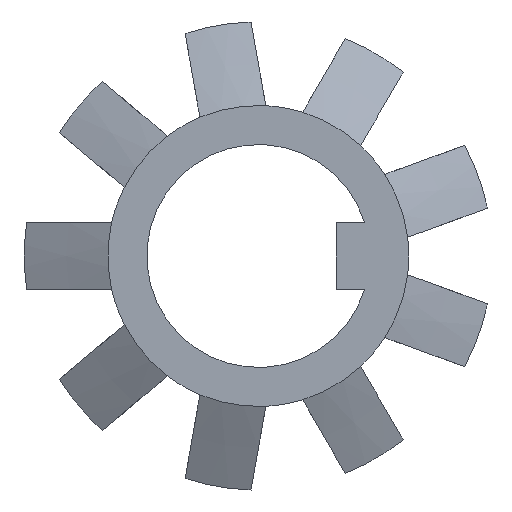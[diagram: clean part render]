
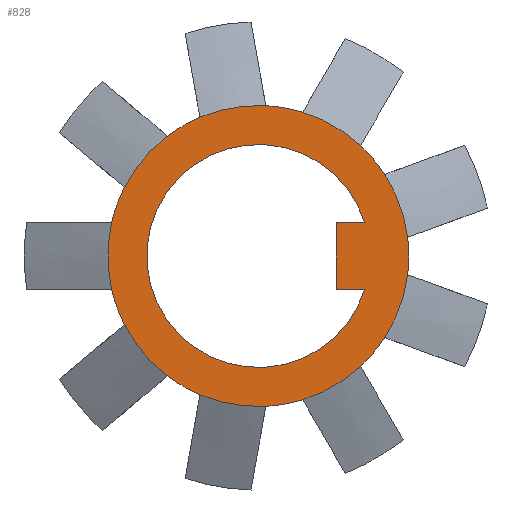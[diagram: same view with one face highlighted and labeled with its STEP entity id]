
A CAD part, left-side view. The second image highlights one B-rep face of the part: STEP entity #828.
In plain terms, the highlighted planar face has unit normal (-1, 0, 0).
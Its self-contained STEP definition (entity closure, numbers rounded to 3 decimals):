
#33=LINE('',#1435,#61);
#34=LINE('',#1440,#62);
#35=LINE('',#1442,#63);
#61=VECTOR('',#1069,1000.);
#62=VECTOR('',#1072,1000.);
#63=VECTOR('',#1073,1000.);
#87=PLANE('',#919);
#232=ORIENTED_EDGE('',*,*,#484,.T.);
#233=ORIENTED_EDGE('',*,*,#485,.F.);
#234=ORIENTED_EDGE('',*,*,#486,.T.);
#235=ORIENTED_EDGE('',*,*,#487,.T.);
#236=ORIENTED_EDGE('',*,*,#488,.T.);
#237=ORIENTED_EDGE('',*,*,#489,.T.);
#238=ORIENTED_EDGE('',*,*,#490,.T.);
#239=ORIENTED_EDGE('',*,*,#461,.T.);
#240=ORIENTED_EDGE('',*,*,#491,.T.);
#241=ORIENTED_EDGE('',*,*,#464,.T.);
#242=ORIENTED_EDGE('',*,*,#492,.T.);
#243=ORIENTED_EDGE('',*,*,#467,.T.);
#244=ORIENTED_EDGE('',*,*,#493,.T.);
#245=ORIENTED_EDGE('',*,*,#470,.T.);
#246=ORIENTED_EDGE('',*,*,#494,.T.);
#247=ORIENTED_EDGE('',*,*,#473,.T.);
#248=ORIENTED_EDGE('',*,*,#495,.T.);
#249=ORIENTED_EDGE('',*,*,#476,.T.);
#250=ORIENTED_EDGE('',*,*,#496,.T.);
#251=ORIENTED_EDGE('',*,*,#456,.T.);
#252=ORIENTED_EDGE('',*,*,#497,.T.);
#253=ORIENTED_EDGE('',*,*,#458,.T.);
#456=EDGE_CURVE('',#586,#585,#650,.T.);
#458=EDGE_CURVE('',#587,#588,#651,.T.);
#461=EDGE_CURVE('',#589,#590,#652,.T.);
#464=EDGE_CURVE('',#591,#592,#653,.T.);
#467=EDGE_CURVE('',#593,#594,#654,.T.);
#470=EDGE_CURVE('',#595,#596,#655,.T.);
#473=EDGE_CURVE('',#597,#598,#656,.T.);
#476=EDGE_CURVE('',#599,#600,#657,.T.);
#484=EDGE_CURVE('',#606,#607,#33,.T.);
#485=EDGE_CURVE('',#608,#607,#660,.F.);
#486=EDGE_CURVE('',#608,#609,#34,.T.);
#487=EDGE_CURVE('',#609,#606,#35,.T.);
#488=EDGE_CURVE('',#588,#610,#661,.T.);
#489=EDGE_CURVE('',#610,#611,#662,.T.);
#490=EDGE_CURVE('',#611,#589,#663,.T.);
#491=EDGE_CURVE('',#590,#591,#664,.T.);
#492=EDGE_CURVE('',#592,#593,#665,.T.);
#493=EDGE_CURVE('',#594,#595,#666,.T.);
#494=EDGE_CURVE('',#596,#597,#667,.T.);
#495=EDGE_CURVE('',#598,#599,#668,.T.);
#496=EDGE_CURVE('',#600,#586,#669,.T.);
#497=EDGE_CURVE('',#585,#587,#670,.T.);
#585=VERTEX_POINT('',#1332);
#586=VERTEX_POINT('',#1334);
#587=VERTEX_POINT('',#1341);
#588=VERTEX_POINT('',#1342);
#589=VERTEX_POINT('',#1353);
#590=VERTEX_POINT('',#1354);
#591=VERTEX_POINT('',#1365);
#592=VERTEX_POINT('',#1366);
#593=VERTEX_POINT('',#1377);
#594=VERTEX_POINT('',#1378);
#595=VERTEX_POINT('',#1389);
#596=VERTEX_POINT('',#1390);
#597=VERTEX_POINT('',#1401);
#598=VERTEX_POINT('',#1402);
#599=VERTEX_POINT('',#1413);
#600=VERTEX_POINT('',#1414);
#606=VERTEX_POINT('',#1436);
#607=VERTEX_POINT('',#1437);
#608=VERTEX_POINT('',#1439);
#609=VERTEX_POINT('',#1441);
#610=VERTEX_POINT('',#1444);
#611=VERTEX_POINT('',#1446);
#650=CIRCLE('',#901,6.75);
#651=CIRCLE('',#903,6.75);
#652=CIRCLE('',#905,6.75);
#653=CIRCLE('',#907,6.75);
#654=CIRCLE('',#909,6.75);
#655=CIRCLE('',#911,6.75);
#656=CIRCLE('',#913,6.75);
#657=CIRCLE('',#915,6.75);
#660=CIRCLE('',#920,5.);
#661=CIRCLE('',#921,6.75);
#662=CIRCLE('',#922,6.75);
#663=CIRCLE('',#923,6.75);
#664=CIRCLE('',#924,6.75);
#665=CIRCLE('',#925,6.75);
#666=CIRCLE('',#926,6.75);
#667=CIRCLE('',#927,6.75);
#668=CIRCLE('',#928,6.75);
#669=CIRCLE('',#929,6.75);
#670=CIRCLE('',#930,6.75);
#700=EDGE_LOOP('',(#232,#233,#234,#235));
#701=EDGE_LOOP('',(#236,#237,#238,#239,#240,#241,#242,#243,#244,#245,#246,
#247,#248,#249,#250,#251,#252,#253));
#755=FACE_BOUND('',#700,.T.);
#756=FACE_BOUND('',#701,.T.);
#828=ADVANCED_FACE('',(#755,#756),#87,.F.);
#901=AXIS2_PLACEMENT_3D('',#1333,#1028,#1029);
#903=AXIS2_PLACEMENT_3D('',#1340,#1032,#1033);
#905=AXIS2_PLACEMENT_3D('',#1352,#1036,#1037);
#907=AXIS2_PLACEMENT_3D('',#1364,#1040,#1041);
#909=AXIS2_PLACEMENT_3D('',#1376,#1044,#1045);
#911=AXIS2_PLACEMENT_3D('',#1388,#1048,#1049);
#913=AXIS2_PLACEMENT_3D('',#1400,#1052,#1053);
#915=AXIS2_PLACEMENT_3D('',#1412,#1056,#1057);
#919=AXIS2_PLACEMENT_3D('',#1434,#1067,#1068);
#920=AXIS2_PLACEMENT_3D('',#1438,#1070,#1071);
#921=AXIS2_PLACEMENT_3D('',#1443,#1074,#1075);
#922=AXIS2_PLACEMENT_3D('',#1445,#1076,#1077);
#923=AXIS2_PLACEMENT_3D('',#1447,#1078,#1079);
#924=AXIS2_PLACEMENT_3D('',#1448,#1080,#1081);
#925=AXIS2_PLACEMENT_3D('',#1449,#1082,#1083);
#926=AXIS2_PLACEMENT_3D('',#1450,#1084,#1085);
#927=AXIS2_PLACEMENT_3D('',#1451,#1086,#1087);
#928=AXIS2_PLACEMENT_3D('',#1452,#1088,#1089);
#929=AXIS2_PLACEMENT_3D('',#1453,#1090,#1091);
#930=AXIS2_PLACEMENT_3D('',#1454,#1092,#1093);
#1028=DIRECTION('',(-1.,0.,0.));
#1029=DIRECTION('',(0.,0.,1.));
#1032=DIRECTION('',(-1.,0.,0.));
#1033=DIRECTION('',(0.,0.,1.));
#1036=DIRECTION('',(-1.,0.,0.));
#1037=DIRECTION('',(0.,0.,1.));
#1040=DIRECTION('',(-1.,0.,0.));
#1041=DIRECTION('',(0.,0.,1.));
#1044=DIRECTION('',(-1.,0.,0.));
#1045=DIRECTION('',(0.,0.,1.));
#1048=DIRECTION('',(-1.,0.,0.));
#1049=DIRECTION('',(0.,0.,1.));
#1052=DIRECTION('',(-1.,0.,0.));
#1053=DIRECTION('',(0.,0.,1.));
#1056=DIRECTION('',(-1.,0.,0.));
#1057=DIRECTION('',(0.,0.,1.));
#1067=DIRECTION('',(1.,0.,0.));
#1068=DIRECTION('',(0.,0.,-1.));
#1069=DIRECTION('',(0.,-1.,0.));
#1070=DIRECTION('',(1.,0.,0.));
#1071=DIRECTION('',(0.,0.,-1.));
#1072=DIRECTION('',(0.,1.,0.));
#1073=DIRECTION('',(0.,0.,-1.));
#1074=DIRECTION('',(-1.,0.,0.));
#1075=DIRECTION('',(0.,0.,1.));
#1076=DIRECTION('',(-1.,0.,0.));
#1077=DIRECTION('',(0.,0.,1.));
#1078=DIRECTION('',(-1.,0.,0.));
#1079=DIRECTION('',(0.,0.,1.));
#1080=DIRECTION('',(-1.,0.,0.));
#1081=DIRECTION('',(0.,0.,1.));
#1082=DIRECTION('',(-1.,0.,0.));
#1083=DIRECTION('',(0.,0.,1.));
#1084=DIRECTION('',(-1.,0.,0.));
#1085=DIRECTION('',(0.,0.,1.));
#1086=DIRECTION('',(-1.,0.,0.));
#1087=DIRECTION('',(0.,0.,1.));
#1088=DIRECTION('',(-1.,0.,0.));
#1089=DIRECTION('',(0.,0.,1.));
#1090=DIRECTION('',(-1.,0.,0.));
#1091=DIRECTION('',(0.,0.,1.));
#1092=DIRECTION('',(-1.,0.,0.));
#1093=DIRECTION('',(0.,0.,1.));
#1332=CARTESIAN_POINT('',(0.,2.62,6.221));
#1333=CARTESIAN_POINT('',(0.,0.,0.));
#1334=CARTESIAN_POINT('',(0.,-0.334,6.742));
#1340=CARTESIAN_POINT('',(0.,0.,0.));
#1341=CARTESIAN_POINT('',(0.,4.077,5.379));
#1342=CARTESIAN_POINT('',(0.,6.006,3.081));
#1352=CARTESIAN_POINT('',(0.,0.,0.));
#1353=CARTESIAN_POINT('',(0.,6.006,-3.081));
#1354=CARTESIAN_POINT('',(0.,4.077,-5.379));
#1364=CARTESIAN_POINT('',(0.,0.,0.));
#1365=CARTESIAN_POINT('',(0.,2.62,-6.221));
#1366=CARTESIAN_POINT('',(0.,-0.334,-6.742));
#1376=CARTESIAN_POINT('',(0.,0.,0.));
#1377=CARTESIAN_POINT('',(0.,-1.992,-6.45));
#1378=CARTESIAN_POINT('',(0.,-4.59,-4.95));
#1388=CARTESIAN_POINT('',(0.,0.,0.));
#1389=CARTESIAN_POINT('',(0.,-5.671,-3.66));
#1390=CARTESIAN_POINT('',(0.,-6.697,-0.841));
#1400=CARTESIAN_POINT('',(0.,0.,0.));
#1401=CARTESIAN_POINT('',(0.,-6.697,0.841));
#1402=CARTESIAN_POINT('',(0.,-5.671,3.66));
#1412=CARTESIAN_POINT('',(0.,0.,0.));
#1413=CARTESIAN_POINT('',(0.,-4.59,4.95));
#1414=CARTESIAN_POINT('',(0.,-1.992,6.45));
#1434=CARTESIAN_POINT('',(0.,6.75,0.));
#1435=CARTESIAN_POINT('',(0.,-3.5,-1.5));
#1436=CARTESIAN_POINT('',(0.,-3.5,-1.5));
#1437=CARTESIAN_POINT('',(0.,-4.77,-1.5));
#1438=CARTESIAN_POINT('',(0.,0.,0.));
#1439=CARTESIAN_POINT('',(0.,-4.77,1.5));
#1440=CARTESIAN_POINT('',(0.,-4.77,1.5));
#1441=CARTESIAN_POINT('',(0.,-3.5,1.5));
#1442=CARTESIAN_POINT('',(0.,-3.5,1.5));
#1443=CARTESIAN_POINT('',(0.,0.,0.));
#1444=CARTESIAN_POINT('',(0.,6.581,1.5));
#1445=CARTESIAN_POINT('',(0.,0.,0.));
#1446=CARTESIAN_POINT('',(0.,6.581,-1.5));
#1447=CARTESIAN_POINT('',(0.,0.,0.));
#1448=CARTESIAN_POINT('',(0.,0.,0.));
#1449=CARTESIAN_POINT('',(0.,0.,0.));
#1450=CARTESIAN_POINT('',(0.,0.,0.));
#1451=CARTESIAN_POINT('',(0.,0.,0.));
#1452=CARTESIAN_POINT('',(0.,0.,0.));
#1453=CARTESIAN_POINT('',(0.,0.,0.));
#1454=CARTESIAN_POINT('',(0.,0.,0.));
